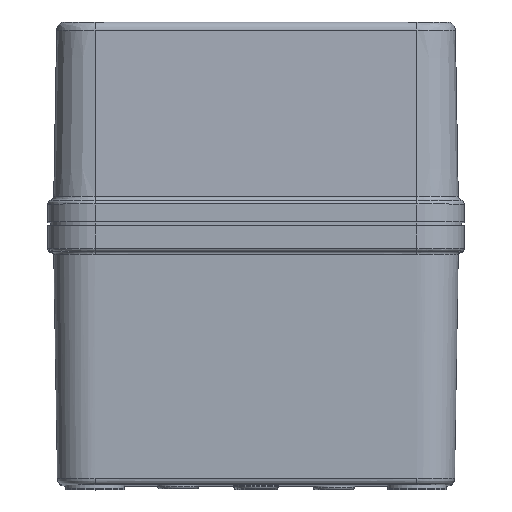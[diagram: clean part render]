
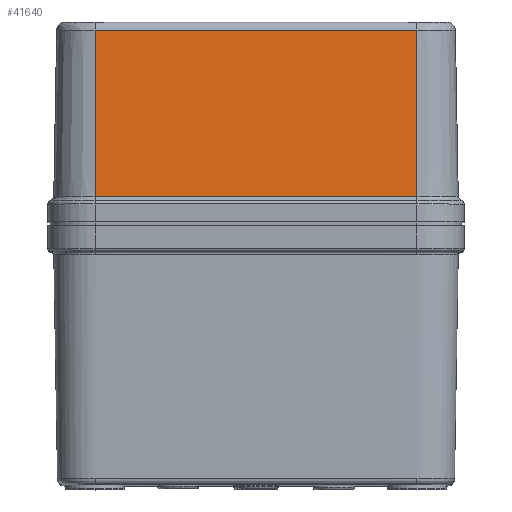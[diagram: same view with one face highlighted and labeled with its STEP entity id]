
A CAD part, top view. The second image highlights one B-rep face of the part: STEP entity #41640.
In plain terms, the highlighted planar face has unit normal (0, 0.018, 1).
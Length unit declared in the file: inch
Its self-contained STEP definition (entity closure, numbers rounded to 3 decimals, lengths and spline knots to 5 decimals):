
#1917 = CARTESIAN_POINT ( 'NONE',  ( 1.2205, 0.22227, 2.51787 ) ) ;
#2547 = ORIENTED_EDGE ( 'NONE', *, *, #14637, .F. ) ;
#3789 = EDGE_CURVE ( 'NONE', #64596, #32881, #12009, .T. ) ;
#4210 = ORIENTED_EDGE ( 'NONE', *, *, #3789, .T. ) ;
#4597 = CARTESIAN_POINT ( 'NONE',  ( 1.2205, 0., 2.52175 ) ) ;
#5814 = DIRECTION ( 'NONE',  ( 1., 0., 0. ) ) ;
#6143 = FACE_OUTER_BOUND ( 'NONE', #42041, .T. ) ;
#11316 = VECTOR ( 'NONE', #5814, 39.37008 ) ;
#11739 = DIRECTION ( 'NONE',  ( 0., -1., 0.017 ) ) ;
#11989 = CARTESIAN_POINT ( 'NONE',  ( -1.2205, 0.22227, 2.51787 ) ) ;
#12009 = LINE ( 'NONE', #4597, #57464 ) ;
#12525 = CARTESIAN_POINT ( 'NONE',  ( -1.29992, 0.22227, 2.51787 ) ) ;
#14637 = EDGE_CURVE ( 'NONE', #57868, #32881, #19845, .T. ) ;
#19845 = LINE ( 'NONE', #55494, #65233 ) ;
#20503 = CARTESIAN_POINT ( 'NONE',  ( 1.2205, 1.4831, 2.49586 ) ) ;
#23046 = LINE ( 'NONE', #27326, #37005 ) ;
#27326 = CARTESIAN_POINT ( 'NONE',  ( -1.2205, 0., 2.52175 ) ) ;
#28582 = VERTEX_POINT ( 'NONE', #11989 ) ;
#32881 = VERTEX_POINT ( 'NONE', #20503 ) ;
#34857 = PLANE ( 'NONE',  #35864 ) ;
#35864 = AXIS2_PLACEMENT_3D ( 'NONE', #59182, #40840, #11739 ) ;
#37005 = VECTOR ( 'NONE', #47026, 39.37008 ) ;
#39609 = DIRECTION ( 'NONE',  ( 0., 1., -0.017 ) ) ;
#40840 = DIRECTION ( 'NONE',  ( 0., 0.017, 1. ) ) ;
#41640 = ADVANCED_FACE ( 'NONE', ( #6143 ), #34857, .T. ) ;
#42041 = EDGE_LOOP ( 'NONE', ( #2547, #71265, #47792, #4210 ) ) ;
#47026 = DIRECTION ( 'NONE',  ( 0., -1., 0.017 ) ) ;
#47792 = ORIENTED_EDGE ( 'NONE', *, *, #51732, .T. ) ;
#50021 = DIRECTION ( 'NONE',  ( 1., 0., 0. ) ) ;
#51732 = EDGE_CURVE ( 'NONE', #28582, #64596, #61342, .T. ) ;
#55494 = CARTESIAN_POINT ( 'NONE',  ( -1.23496, 1.4831, 2.49586 ) ) ;
#57464 = VECTOR ( 'NONE', #39609, 39.37008 ) ;
#57868 = VERTEX_POINT ( 'NONE', #65083 ) ;
#59182 = CARTESIAN_POINT ( 'NONE',  ( -1.29992, 0., 2.52175 ) ) ;
#61342 = LINE ( 'NONE', #12525, #11316 ) ;
#64596 = VERTEX_POINT ( 'NONE', #1917 ) ;
#65083 = CARTESIAN_POINT ( 'NONE',  ( -1.2205, 1.4831, 2.49586 ) ) ;
#65233 = VECTOR ( 'NONE', #50021, 39.37008 ) ;
#67810 = EDGE_CURVE ( 'NONE', #57868, #28582, #23046, .T. ) ;
#71265 = ORIENTED_EDGE ( 'NONE', *, *, #67810, .T. ) ;
